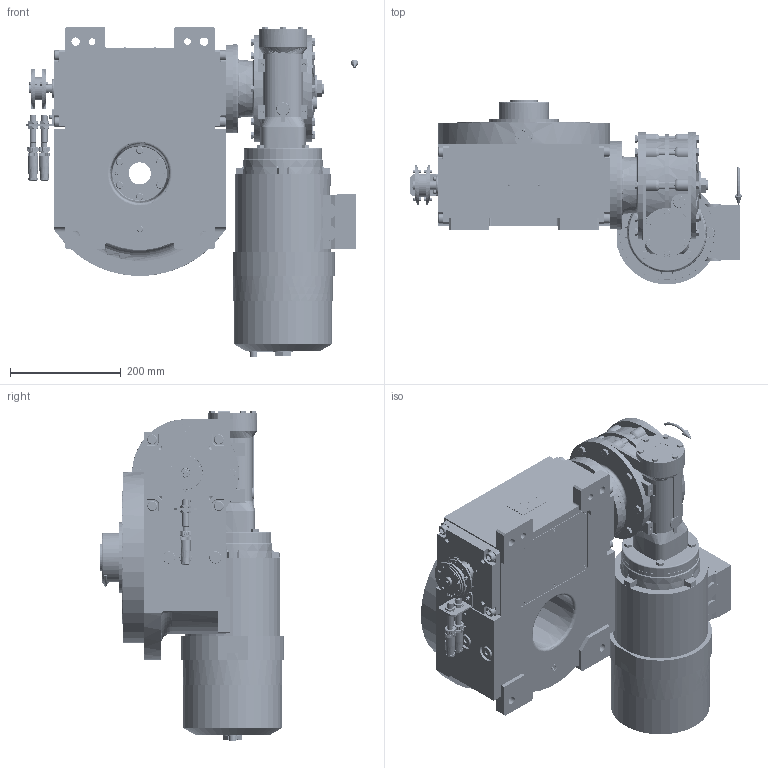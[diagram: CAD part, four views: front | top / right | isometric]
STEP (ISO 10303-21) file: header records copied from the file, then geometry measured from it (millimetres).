
FILE_DESCRIPTION (( 'STEP AP203' ), '1' );
FILE_NAME ('PC5200604.step', '2024-09-09T11:58:03', ( '' ), ( '' ), 'SwSTEP 2.0', 'SolidWorks 2020', '' );
FILE_SCHEMA (( 'CONFIG_CONTROL_DESIGN' ));
Length unit declared in the file: millimetre
Products named in the file (98): RIG09_021_AF0.stp; cfn2000_01_126; cfn2003_01_054; olio_agip_blasia_150; RIG09_005_ASM.stp; rig09_010_s_001; cfn2155_01_095; cfn2115_02_057; cfn2000_01_081; AS_rig09_002_bl_003; CFN2203_02_002.stp; rig09_016; CFN2000_01_185.stp; CFN2010_02_002.stp; cfn2070_05_009; cfn2107_01_001; cfn2104_01_005; cfn2128_04_002; rig09_003_8; AS_rig09_071_8_m; 900_38_10_028; CFN2223_02_004.stp; cfn2155_01_196; cfn2000_01_184; cfn2401_02_005; AS_rig09_016; cfn2000_01_099; AS_900_38_10_028; cfn2077_01_036; cfn2476_01_002_60x46; CFN2223_02_003.stp; cfn2128_19_002; AS_rig09_004; cfn2151_01_167; AS_cfn2400_04_024; CFN2104_02_018.stp; RMI85_F3_LCB_SX_90B14; cfn2276_01_056; cfn2115_02_194; BA90SB14 ...
Assembly tree (90 placements, depth 5):
  olio_agip_blasia_150
  cfn2115_02_057
  CFN2203_02_002.stp
  CFN2223_02_004.stp
  cfn2077_01_036
Bounding box: 599.5 x 333.31 x 597 mm (x, y, z)
Volume: 18030251.9 mm3; surface area: 1923310.1 mm2
Topology: 78 solids, 95 shells, 5973 faces, 15047 edges, 9563 vertices
Faces by surface type: plane 2819, cylinder 1923, cone 956, torus 226, bspline 45, sphere 4
Entity records: 175145 total; most frequent: CARTESIAN_POINT 49042, DIRECTION 24153, ORIENTED_EDGE 24108, EDGE_CURVE 12054, AXIS2_PLACEMENT_3D 8884, VERTEX_POINT 7737, LINE 6385, VECTOR 6385
